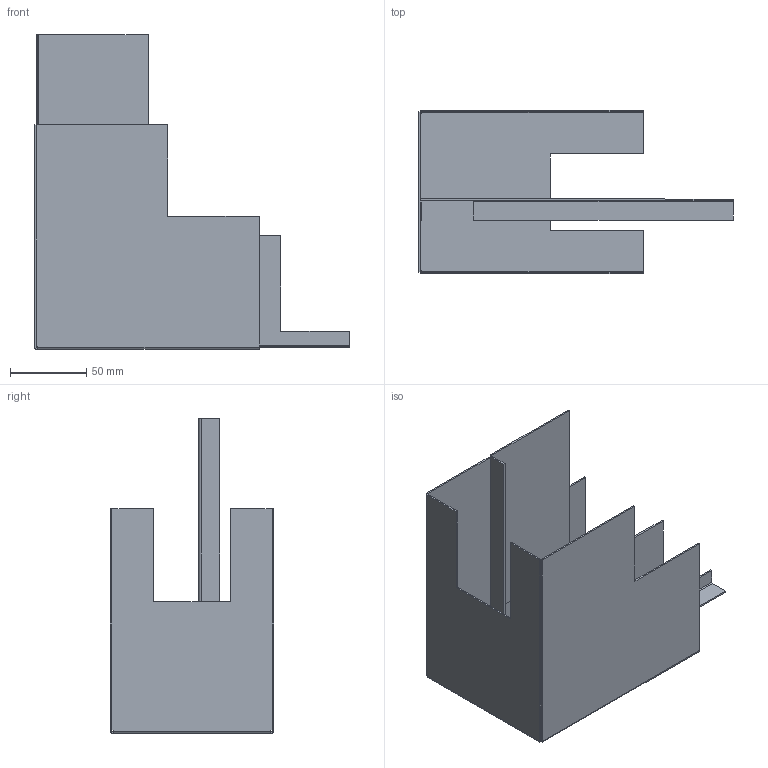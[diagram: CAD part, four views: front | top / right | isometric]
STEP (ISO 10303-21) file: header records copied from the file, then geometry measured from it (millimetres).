
FILE_DESCRIPTION (( 'STEP AP214' ), '1' );
FILE_NAME ('6277140.stp', '2016-05-25T15:20:46', ( '' ), ( '' ), 'SwSTEP 2.0', 'SolidWorks 2014', '' );
FILE_SCHEMA (( 'AUTOMOTIVE_DESIGN' ));
Length unit declared in the file: millimetre
Products named in the file (4): 013203_GS-SI90110; 013203T1_Inneneckblech f〉 GS-SI90110; 6277140; 013239_T=90
Assembly tree (4 placements, depth 3):
  6277140
    013203_GS-SI90110
      013203T1_Inneneckblech f〉 GS-SI90110
    013239_T=90  x2
Bounding box: 206 x 107 x 206 mm (x, y, z)
Volume: 83657.5 mm3; surface area: 169970.9 mm2
Topology: 3 solids, 3 shells, 86 faces, 200 edges, 120 vertices
Faces by surface type: plane 76, cylinder 10
Entity records: 2094 total; most frequent: CARTESIAN_POINT 344, DIRECTION 338, ORIENTED_EDGE 332, EDGE_CURVE 166, VECTOR 150, LINE 150, VERTEX_POINT 100, AXIS2_PLACEMENT_3D 94
